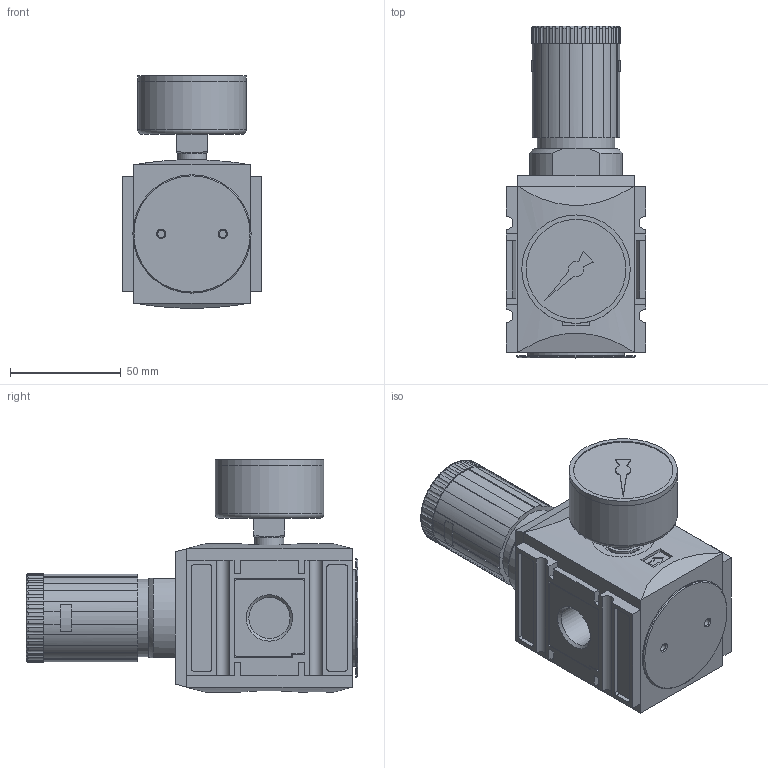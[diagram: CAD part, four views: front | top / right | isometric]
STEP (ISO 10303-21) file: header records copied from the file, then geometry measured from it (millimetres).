
FILE_DESCRIPTION(/* description */ ('','CAx-IF Rec.Pracs.---Representation and Presentation of Product Manufacturing Information (PMI)---3.8---2014-02-18'),/* implementation_level */ '2;1');
FILE_NAME(/* name */ '91702_EE10.stp',/* time_stamp */ '2018-05-09T08:56:57+02:00',/* author */ ('Stefan.Hausmann'),/* organization */ (''),/* preprocessor_version */ 'ST-DEVELOPER v16.13',/* originating_system */ 'Autodesk Inventor 2018',/* authorisation */ '');
FILE_SCHEMA (('AP242_MANAGED_MODEL_BASED_3D_ENGINEERING_MIM_LF { 1 0 10303 442 1 1 4 }'));
Length unit declared in the file: millimetre
Products named in the file (1): 91702_EE10
Bounding box: 63 x 150 x 105.06 mm (x, y, z)
Volume: 431671.5 mm3; surface area: 54927.8 mm2
Topology: 1 solids, 2 shells, 483 faces, 1261 edges, 825 vertices
Faces by surface type: plane 270, cylinder 162, torus 39, cone 12
Full cylindrical faces by diameter (mm): 3.2 x2, 11.445 x1, 13.157 x1, 16.5 x2, 18.631 x2, 19.8 x2, 28 x2, 35 x1, 42 x1, 43.8 x1, 45 x1, 48.96 x1, 49 x2, 53.5 x1
Entity records: 16651 total; most frequent: CARTESIAN_POINT 4275, DIRECTION 2471, ORIENTED_EDGE 2438, EDGE_CURVE 1219, AXIS2_PLACEMENT_3D 890, VERTEX_POINT 816, LINE 691, VECTOR 691
